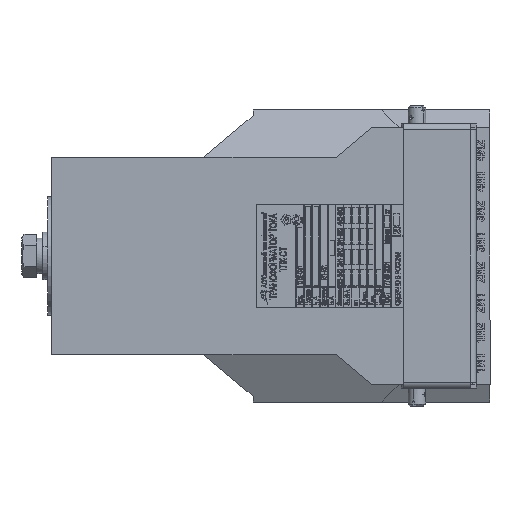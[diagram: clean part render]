
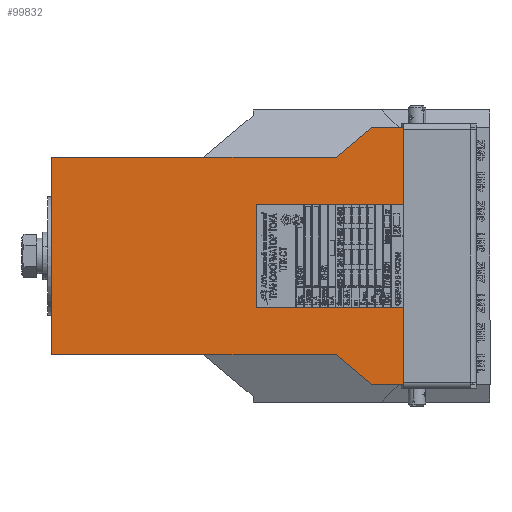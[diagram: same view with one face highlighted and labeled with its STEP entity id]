
A CAD part, left-side view. The second image highlights one B-rep face of the part: STEP entity #99832.
In plain terms, the highlighted planar face has unit normal (-1, 0, 0).
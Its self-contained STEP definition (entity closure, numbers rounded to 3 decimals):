
#1907 = VERTEX_POINT ( 'NONE', #125110 ) ;
#2041 = DIRECTION ( 'NONE',  ( 1., 0., 0. ) ) ;
#6986 = ORIENTED_EDGE ( 'NONE', *, *, #170217, .T. ) ;
#9252 = VERTEX_POINT ( 'NONE', #136119 ) ;
#9325 = ORIENTED_EDGE ( 'NONE', *, *, #94879, .T. ) ;
#18786 = VERTEX_POINT ( 'NONE', #64752 ) ;
#19009 = ORIENTED_EDGE ( 'NONE', *, *, #49779, .F. ) ;
#20776 = VERTEX_POINT ( 'NONE', #68883 ) ;
#21912 = CARTESIAN_POINT ( 'NONE',  ( -165., 50., 222. ) ) ;
#23238 = LINE ( 'NONE', #80594, #100322 ) ;
#25339 = CARTESIAN_POINT ( 'NONE',  ( -165., -65., 44. ) ) ;
#25342 = CARTESIAN_POINT ( 'NONE',  ( -165., -26., 44. ) ) ;
#26391 = CARTESIAN_POINT ( 'NONE',  ( -165., -26., 44. ) ) ;
#26937 = CARTESIAN_POINT ( 'NONE',  ( -165., 26., 118. ) ) ;
#29550 = VERTEX_POINT ( 'NONE', #188766 ) ;
#32787 = VECTOR ( 'NONE', #164041, 1000. ) ;
#33474 = VERTEX_POINT ( 'NONE', #25339 ) ;
#33527 = LINE ( 'NONE', #86177, #151513 ) ;
#37293 = DIRECTION ( 'NONE',  ( 0., 0., 1. ) ) ;
#37446 = DIRECTION ( 'NONE',  ( 0., -1., 0. ) ) ;
#39428 = LINE ( 'NONE', #122689, #157380 ) ;
#42825 = EDGE_CURVE ( 'NONE', #20776, #29550, #132909, .T. ) ;
#44354 = DIRECTION ( 'NONE',  ( 0., 0.643, 0.766 ) ) ;
#48978 = EDGE_CURVE ( 'NONE', #120521, #33474, #39428, .T. ) ;
#49779 = EDGE_CURVE ( 'NONE', #1907, #18786, #73869, .T. ) ;
#50933 = CARTESIAN_POINT ( 'NONE',  ( -165., 26., 118. ) ) ;
#53824 = VECTOR ( 'NONE', #190099, 1000. ) ;
#60886 = DIRECTION ( 'NONE',  ( 0., 0., -1. ) ) ;
#64752 = CARTESIAN_POINT ( 'NONE',  ( -165., -50., 77.876 ) ) ;
#67246 = ORIENTED_EDGE ( 'NONE', *, *, #48978, .T. ) ;
#68662 = VECTOR ( 'NONE', #37293, 1000. ) ;
#68883 = CARTESIAN_POINT ( 'NONE',  ( -165., 50., 77.876 ) ) ;
#69909 = VERTEX_POINT ( 'NONE', #194745 ) ;
#71949 = ORIENTED_EDGE ( 'NONE', *, *, #157385, .T. ) ;
#73869 = LINE ( 'NONE', #178179, #32787 ) ;
#76382 = CARTESIAN_POINT ( 'NONE',  ( -165., 26., 44. ) ) ;
#78233 = VERTEX_POINT ( 'NONE', #26937 ) ;
#80594 = CARTESIAN_POINT ( 'NONE',  ( -165., 50., 222. ) ) ;
#82369 = LINE ( 'NONE', #76382, #164256 ) ;
#83842 = VECTOR ( 'NONE', #100719, 1000. ) ;
#85592 = EDGE_CURVE ( 'NONE', #120521, #123382, #170506, .T. ) ;
#85702 = VECTOR ( 'NONE', #37446, 1000. ) ;
#86177 = CARTESIAN_POINT ( 'NONE',  ( -165., 65., 0. ) ) ;
#88457 = EDGE_CURVE ( 'NONE', #29550, #69909, #33527, .T. ) ;
#91412 = VERTEX_POINT ( 'NONE', #185435 ) ;
#94597 = LINE ( 'NONE', #50933, #53824 ) ;
#94879 = EDGE_CURVE ( 'NONE', #33474, #9252, #186558, .T. ) ;
#96028 = DIRECTION ( 'NONE',  ( 0., 0., -1. ) ) ;
#99832 = ADVANCED_FACE ( 'NONE', ( #168366 ), #155639, .F. ) ;
#100322 = VECTOR ( 'NONE', #96028, 1000. ) ;
#100719 = DIRECTION ( 'NONE',  ( 0., 0., 1. ) ) ;
#107231 = DIRECTION ( 'NONE',  ( 0., -1., 0. ) ) ;
#109935 = DIRECTION ( 'NONE',  ( 0., 0., -1. ) ) ;
#112938 = AXIS2_PLACEMENT_3D ( 'NONE', #124678, #2041, #109935 ) ;
#113035 = VERTEX_POINT ( 'NONE', #136882 ) ;
#113820 = EDGE_CURVE ( 'NONE', #9252, #18786, #186852, .T. ) ;
#114026 = CARTESIAN_POINT ( 'NONE',  ( -165., -65., 60. ) ) ;
#114434 = EDGE_LOOP ( 'NONE', ( #71949, #151377, #139392, #144177, #67246, #9325, #132268, #19009, #161214, #6986, #168542, #120498 ) ) ;
#115341 = EDGE_CURVE ( 'NONE', #78233, #91412, #82369, .T. ) ;
#118534 = LINE ( 'NONE', #147693, #195566 ) ;
#120498 = ORIENTED_EDGE ( 'NONE', *, *, #88457, .T. ) ;
#120521 = VERTEX_POINT ( 'NONE', #26391 ) ;
#122689 = CARTESIAN_POINT ( 'NONE',  ( -165., 74., 44. ) ) ;
#123382 = VERTEX_POINT ( 'NONE', #175776 ) ;
#124678 = CARTESIAN_POINT ( 'NONE',  ( -165., 50., 222. ) ) ;
#125110 = CARTESIAN_POINT ( 'NONE',  ( -165., -50., 222. ) ) ;
#126559 = LINE ( 'NONE', #21912, #85702 ) ;
#132213 = DIRECTION ( 'NONE',  ( 0., -1., 0. ) ) ;
#132268 = ORIENTED_EDGE ( 'NONE', *, *, #113820, .T. ) ;
#132909 = LINE ( 'NONE', #192267, #173808 ) ;
#136119 = CARTESIAN_POINT ( 'NONE',  ( -165., -65., 60. ) ) ;
#136511 = CARTESIAN_POINT ( 'NONE',  ( -165., -50., 77.876 ) ) ;
#136882 = CARTESIAN_POINT ( 'NONE',  ( -165., 50., 222. ) ) ;
#139392 = ORIENTED_EDGE ( 'NONE', *, *, #168062, .F. ) ;
#144177 = ORIENTED_EDGE ( 'NONE', *, *, #85592, .F. ) ;
#147693 = CARTESIAN_POINT ( 'NONE',  ( -165., 74., 44. ) ) ;
#150685 = VECTOR ( 'NONE', #44354, 1000. ) ;
#151377 = ORIENTED_EDGE ( 'NONE', *, *, #115341, .F. ) ;
#151513 = VECTOR ( 'NONE', #152409, 1000. ) ;
#152409 = DIRECTION ( 'NONE',  ( 0., 0., -1. ) ) ;
#155639 = PLANE ( 'NONE',  #112938 ) ;
#157380 = VECTOR ( 'NONE', #107231, 1000. ) ;
#157385 = EDGE_CURVE ( 'NONE', #69909, #91412, #118534, .T. ) ;
#161214 = ORIENTED_EDGE ( 'NONE', *, *, #179568, .F. ) ;
#164041 = DIRECTION ( 'NONE',  ( 0., 0., -1. ) ) ;
#164256 = VECTOR ( 'NONE', #60886, 1000. ) ;
#168062 = EDGE_CURVE ( 'NONE', #123382, #78233, #94597, .T. ) ;
#168366 = FACE_OUTER_BOUND ( 'NONE', #114434, .T. ) ;
#168542 = ORIENTED_EDGE ( 'NONE', *, *, #42825, .T. ) ;
#170217 = EDGE_CURVE ( 'NONE', #113035, #20776, #23238, .T. ) ;
#170506 = LINE ( 'NONE', #25342, #83842 ) ;
#173808 = VECTOR ( 'NONE', #191563, 1000. ) ;
#175776 = CARTESIAN_POINT ( 'NONE',  ( -165., -26., 118. ) ) ;
#178179 = CARTESIAN_POINT ( 'NONE',  ( -165., -50., 222. ) ) ;
#179568 = EDGE_CURVE ( 'NONE', #113035, #1907, #126559, .T. ) ;
#185435 = CARTESIAN_POINT ( 'NONE',  ( -165., 26., 44. ) ) ;
#186558 = LINE ( 'NONE', #114026, #68662 ) ;
#186852 = LINE ( 'NONE', #136511, #150685 ) ;
#188766 = CARTESIAN_POINT ( 'NONE',  ( -165., 65., 60. ) ) ;
#190099 = DIRECTION ( 'NONE',  ( 0., 1., 0. ) ) ;
#191563 = DIRECTION ( 'NONE',  ( 0., 0.643, -0.766 ) ) ;
#192267 = CARTESIAN_POINT ( 'NONE',  ( -165., 65., 60. ) ) ;
#194745 = CARTESIAN_POINT ( 'NONE',  ( -165., 65., 44. ) ) ;
#195566 = VECTOR ( 'NONE', #132213, 1000. ) ;
